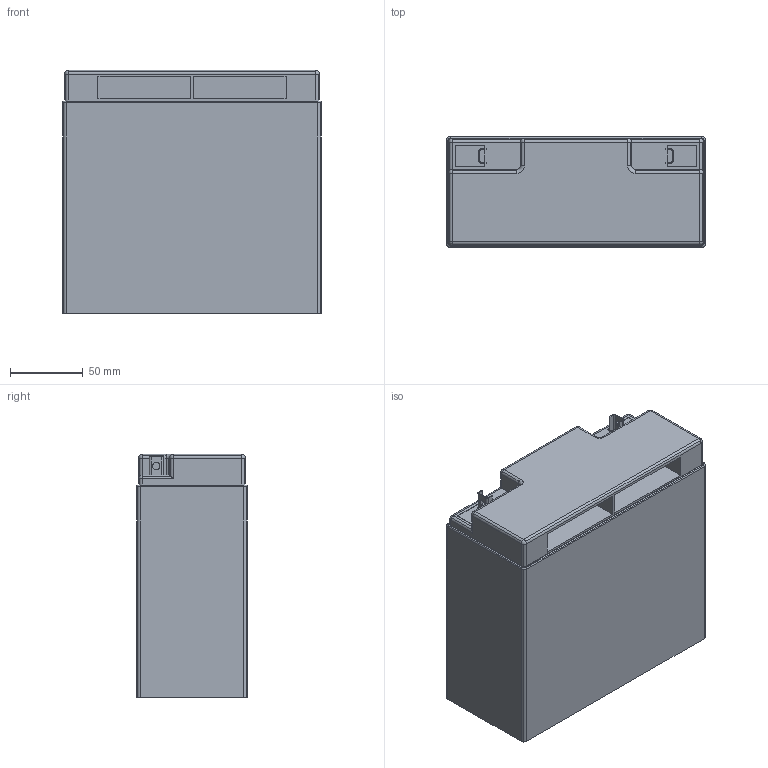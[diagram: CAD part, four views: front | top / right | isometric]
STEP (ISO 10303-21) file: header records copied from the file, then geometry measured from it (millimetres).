
FILE_DESCRIPTION((''),'2;1');
FILE_NAME('battery.stp','2002-01-13T09:26:31',('Administrator'),(''),'Autodesk Inventor (tm) 5.0','Autodesk Inventor (tm) 5.0','');
FILE_SCHEMA(('CONFIG_CONTROL_DESIGN'));
Length unit declared in the file: inch
Products named in the file (1): battery
Bounding box: 177.8 x 76.2 x 167.13 mm (x, y, z)
Volume: 2161073.3 mm3; surface area: 120643.9 mm2
Topology: 1 solids, 1 shells, 157 faces, 408 edges, 252 vertices
Faces by surface type: cylinder 66, plane 54, bspline 25, sphere 8, torus 4
Entity records: 4987 total; most frequent: CARTESIAN_POINT 1051, DIRECTION 808, ORIENTED_EDGE 800, EDGE_CURVE 400, AXIS2_PLACEMENT_3D 275, VECTOR 258, LINE 258, VERTEX_POINT 252
